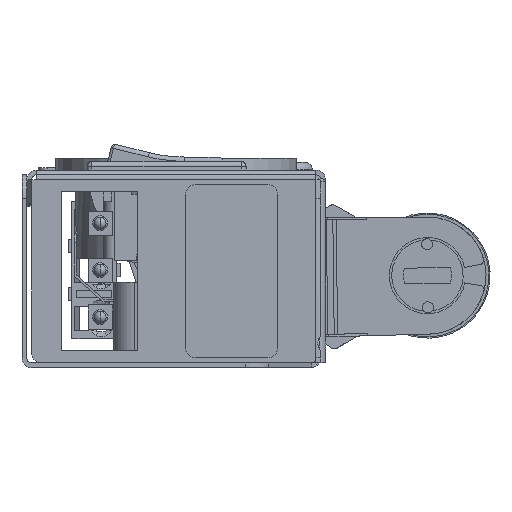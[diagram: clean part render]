
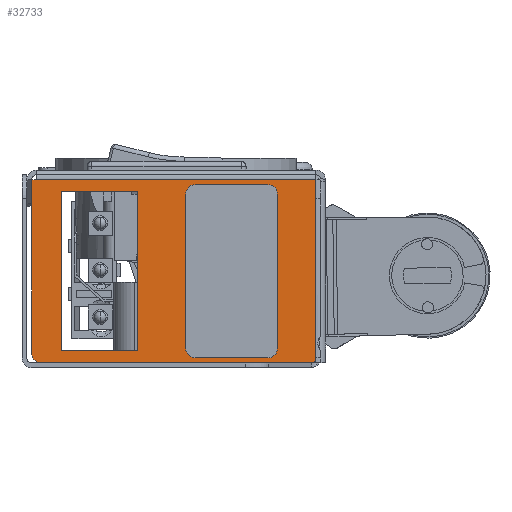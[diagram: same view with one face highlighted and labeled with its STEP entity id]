
A CAD part, left-side view. The second image highlights one B-rep face of the part: STEP entity #32733.
In plain terms, the highlighted planar face has unit normal (-1, 0, 0).
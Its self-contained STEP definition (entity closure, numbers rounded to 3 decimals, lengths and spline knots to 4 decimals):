
#272=FACE_BOUND('',#4930,.T.);
#273=FACE_BOUND('',#4931,.T.);
#1491=PLANE('',#35071);
#1913=B_SPLINE_CURVE_WITH_KNOTS('',3,(#55530,#55531,#55532,#55533),
 .UNSPECIFIED.,.F.,.F.,(4,4),(-0.0035,0.),.UNSPECIFIED.);
#3190=FACE_OUTER_BOUND('',#4929,.T.);
#4929=EDGE_LOOP('',(#27192,#27193,#27194,#27195,#27196,#27197,#27198,#27199,
#27200,#27201));
#4930=EDGE_LOOP('',(#27202,#27203,#27204,#27205,#27206,#27207,#27208,#27209));
#4931=EDGE_LOOP('',(#27210,#27211,#27212,#27213));
#5825=CIRCLE('',#33940,0.2);
#5827=CIRCLE('',#33945,0.2);
#5829=CIRCLE('',#33949,0.2);
#5831=CIRCLE('',#33953,0.2);
#6236=CIRCLE('',#35072,0.1);
#6237=CIRCLE('',#35073,0.2);
#7393=LINE('',#46994,#10652);
#7401=LINE('',#47013,#10660);
#7407=LINE('',#47028,#10666);
#7410=LINE('',#47037,#10669);
#9037=LINE('',#55535,#12296);
#9038=LINE('',#55537,#12297);
#9039=LINE('',#55539,#12298);
#9040=LINE('',#55541,#12299);
#9041=LINE('',#55543,#12300);
#9042=LINE('',#55545,#12301);
#9043=LINE('',#55548,#12302);
#9044=LINE('',#55551,#12303);
#9045=LINE('',#55553,#12304);
#9046=LINE('',#55555,#12305);
#9047=LINE('',#55556,#12306);
#10652=VECTOR('',#38085,1.5);
#10660=VECTOR('',#38103,3.2);
#10666=VECTOR('',#38117,3.2);
#10669=VECTOR('',#38128,1.5);
#12296=VECTOR('',#41991,0.0734);
#12297=VECTOR('',#41992,3.8);
#12298=VECTOR('',#41993,0.0002);
#12299=VECTOR('',#41994,5.7998);
#12300=VECTOR('',#41995,0.1);
#12301=VECTOR('',#41996,3.6);
#12302=VECTOR('',#41999,5.6);
#12303=VECTOR('',#42000,1.58);
#12304=VECTOR('',#42001,3.3);
#12305=VECTOR('',#42002,1.58);
#12306=VECTOR('',#42003,3.3);
#13845=VERTEX_POINT('',#46987);
#13846=VERTEX_POINT('',#46989);
#13847=VERTEX_POINT('',#46993);
#13852=VERTEX_POINT('',#47008);
#13853=VERTEX_POINT('',#47012);
#13857=VERTEX_POINT('',#47021);
#13858=VERTEX_POINT('',#47023);
#13860=VERTEX_POINT('',#47032);
#15311=VERTEX_POINT('',#55526);
#15312=VERTEX_POINT('',#55527);
#15313=VERTEX_POINT('',#55529);
#15314=VERTEX_POINT('',#55534);
#15315=VERTEX_POINT('',#55536);
#15316=VERTEX_POINT('',#55538);
#15317=VERTEX_POINT('',#55540);
#15318=VERTEX_POINT('',#55542);
#15319=VERTEX_POINT('',#55544);
#15320=VERTEX_POINT('',#55546);
#15321=VERTEX_POINT('',#55549);
#15322=VERTEX_POINT('',#55550);
#15323=VERTEX_POINT('',#55552);
#15324=VERTEX_POINT('',#55554);
#17213=EDGE_CURVE('',#13846,#13845,#5825,.T.);
#17215=EDGE_CURVE('',#13847,#13846,#7393,.T.);
#17223=EDGE_CURVE('',#13852,#13847,#5827,.T.);
#17225=EDGE_CURVE('',#13853,#13852,#7401,.T.);
#17230=EDGE_CURVE('',#13858,#13857,#5829,.T.);
#17233=EDGE_CURVE('',#13845,#13858,#7407,.T.);
#17235=EDGE_CURVE('',#13860,#13853,#5831,.T.);
#17238=EDGE_CURVE('',#13857,#13860,#7410,.T.);
#19431=EDGE_CURVE('',#15311,#15312,#6236,.T.);
#19432=EDGE_CURVE('',#15313,#15311,#1913,.T.);
#19433=EDGE_CURVE('',#15313,#15314,#9037,.T.);
#19434=EDGE_CURVE('',#15314,#15315,#9038,.T.);
#19435=EDGE_CURVE('',#15315,#15316,#9039,.T.);
#19436=EDGE_CURVE('',#15316,#15317,#9040,.T.);
#19437=EDGE_CURVE('',#15317,#15318,#9041,.T.);
#19438=EDGE_CURVE('',#15318,#15319,#9042,.T.);
#19439=EDGE_CURVE('',#15320,#15319,#6237,.T.);
#19440=EDGE_CURVE('',#15312,#15320,#9043,.T.);
#19441=EDGE_CURVE('',#15321,#15322,#9044,.T.);
#19442=EDGE_CURVE('',#15322,#15323,#9045,.T.);
#19443=EDGE_CURVE('',#15323,#15324,#9046,.T.);
#19444=EDGE_CURVE('',#15324,#15321,#9047,.T.);
#27192=ORIENTED_EDGE('',*,*,#19431,.F.);
#27193=ORIENTED_EDGE('',*,*,#19432,.F.);
#27194=ORIENTED_EDGE('',*,*,#19433,.T.);
#27195=ORIENTED_EDGE('',*,*,#19434,.T.);
#27196=ORIENTED_EDGE('',*,*,#19435,.T.);
#27197=ORIENTED_EDGE('',*,*,#19436,.T.);
#27198=ORIENTED_EDGE('',*,*,#19437,.T.);
#27199=ORIENTED_EDGE('',*,*,#19438,.T.);
#27200=ORIENTED_EDGE('',*,*,#19439,.F.);
#27201=ORIENTED_EDGE('',*,*,#19440,.F.);
#27202=ORIENTED_EDGE('',*,*,#17230,.T.);
#27203=ORIENTED_EDGE('',*,*,#17238,.T.);
#27204=ORIENTED_EDGE('',*,*,#17235,.T.);
#27205=ORIENTED_EDGE('',*,*,#17225,.T.);
#27206=ORIENTED_EDGE('',*,*,#17223,.T.);
#27207=ORIENTED_EDGE('',*,*,#17215,.T.);
#27208=ORIENTED_EDGE('',*,*,#17213,.T.);
#27209=ORIENTED_EDGE('',*,*,#17233,.T.);
#27210=ORIENTED_EDGE('',*,*,#19441,.T.);
#27211=ORIENTED_EDGE('',*,*,#19442,.T.);
#27212=ORIENTED_EDGE('',*,*,#19443,.T.);
#27213=ORIENTED_EDGE('',*,*,#19444,.T.);
#32733=ADVANCED_FACE('',(#3190,#272,#273),#1491,.T.);
#33940=AXIS2_PLACEMENT_3D('',#46990,#38080,#38081);
#33945=AXIS2_PLACEMENT_3D('',#47009,#38098,#38099);
#33949=AXIS2_PLACEMENT_3D('',#47024,#38111,#38112);
#33953=AXIS2_PLACEMENT_3D('',#47033,#38122,#38123);
#35071=AXIS2_PLACEMENT_3D('',#55525,#41987,#41988);
#35072=AXIS2_PLACEMENT_3D('',#55528,#41989,#41990);
#35073=AXIS2_PLACEMENT_3D('',#55547,#41997,#41998);
#38080=DIRECTION('center_axis',(1.,0.,0.));
#38081=DIRECTION('ref_axis',(0.,-0.707,0.707));
#38085=DIRECTION('',(0.,-1.,0.));
#38098=DIRECTION('center_axis',(1.,0.,0.));
#38099=DIRECTION('ref_axis',(0.,0.707,0.707));
#38103=DIRECTION('',(0.,0.,1.));
#38111=DIRECTION('center_axis',(1.,0.,0.));
#38112=DIRECTION('ref_axis',(0.,-0.707,-0.707));
#38117=DIRECTION('',(0.,0.,-1.));
#38122=DIRECTION('center_axis',(1.,0.,0.));
#38123=DIRECTION('ref_axis',(0.,0.707,-0.707));
#38128=DIRECTION('',(0.,1.,0.));
#41987=DIRECTION('center_axis',(-1.,0.,0.));
#41988=DIRECTION('ref_axis',(0.,0.,1.));
#41989=DIRECTION('center_axis',(1.,0.,0.));
#41990=DIRECTION('ref_axis',(0.,0.,
-1.));
#41991=DIRECTION('',(0.,-1.,0.));
#41992=DIRECTION('',(0.,0.,1.));
#41993=DIRECTION('',(0.,1.,0.));
#41994=DIRECTION('',(0.,1.,0.));
#41995=DIRECTION('',(0.,1.,0.));
#41996=DIRECTION('',(0.,0.,-1.));
#41997=DIRECTION('center_axis',(1.,0.,0.));
#41998=DIRECTION('ref_axis',(0.,0.707,-0.707));
#41999=DIRECTION('',(0.,1.,0.));
#42000=DIRECTION('',(0.,1.,0.));
#42001=DIRECTION('',(0.,0.,1.));
#42002=DIRECTION('',(0.,-1.,0.));
#42003=DIRECTION('',(0.,0.,-1.));
#46987=CARTESIAN_POINT('',(-21.3955,-2.1305,1.8628));
#46989=CARTESIAN_POINT('',(-21.3955,-1.9305,2.0628));
#46990=CARTESIAN_POINT('Origin',(-21.3955,-1.9305,1.8628));
#46993=CARTESIAN_POINT('',(-21.3955,-0.4305,2.0628));
#46994=CARTESIAN_POINT('',(-21.3955,0.4695,2.0628));
#47008=CARTESIAN_POINT('',(-21.3955,-0.2305,1.8628));
#47009=CARTESIAN_POINT('Origin',(-21.3955,-0.4305,1.8628));
#47012=CARTESIAN_POINT('',(-21.3955,-0.2305,-1.3372));
#47013=CARTESIAN_POINT('',(-21.3955,-0.2305,2.2128));
#47021=CARTESIAN_POINT('',(-21.3955,-1.9305,-1.5372));
#47023=CARTESIAN_POINT('',(-21.3955,-2.1305,-1.3372));
#47024=CARTESIAN_POINT('Origin',(-21.3955,-1.9305,-1.3372));
#47028=CARTESIAN_POINT('',(-21.3955,-2.1305,0.4128));
#47032=CARTESIAN_POINT('',(-21.3955,-0.4305,-1.5372));
#47033=CARTESIAN_POINT('Origin',(-21.3955,-0.4305,-1.3372));
#47037=CARTESIAN_POINT('',(-21.3955,1.4195,-1.5372));
#55525=CARTESIAN_POINT('Origin',(-21.3955,3.0695,2.3628));
#55526=CARTESIAN_POINT('',(-21.3955,-2.8562,-1.6338));
#55527=CARTESIAN_POINT('',(-21.3955,-2.8305,-1.6372));
#55528=CARTESIAN_POINT('Origin',(-21.3955,-2.8305,-1.5372));
#55529=CARTESIAN_POINT('',(-21.3955,-2.8571,-1.6372));
#55530=CARTESIAN_POINT('Ctrl Pts',(-21.3955,-2.8571,
-1.6372));
#55531=CARTESIAN_POINT('Ctrl Pts',(-21.3955,-2.8568,
-1.6361));
#55532=CARTESIAN_POINT('Ctrl Pts',(-21.3955,-2.8565,-1.635));
#55533=CARTESIAN_POINT('Ctrl Pts',(-21.3955,-2.8562,
-1.6338));
#55534=CARTESIAN_POINT('',(-21.3955,-2.9305,-1.6372));
#55535=CARTESIAN_POINT('',(-21.3955,-3.1305,-1.6372));
#55536=CARTESIAN_POINT('',(-21.3955,-2.9305,2.1628));
#55537=CARTESIAN_POINT('',(-21.3955,-2.9305,1.3128));
#55538=CARTESIAN_POINT('',(-21.3955,-2.9303,2.1628));
#55539=CARTESIAN_POINT('',(-21.3955,0.0195,2.1628));
#55540=CARTESIAN_POINT('',(-21.3955,2.8695,2.1628));
#55541=CARTESIAN_POINT('',(-21.3955,0.0945,2.1628));
#55542=CARTESIAN_POINT('',(-21.3955,2.9695,2.1628));
#55543=CARTESIAN_POINT('',(-21.3955,0.0945,2.1628));
#55544=CARTESIAN_POINT('',(-21.3955,2.9695,-1.4372));
#55545=CARTESIAN_POINT('',(-21.3955,2.9695,2.1793));
#55546=CARTESIAN_POINT('',(-21.3955,2.7695,-1.6372));
#55547=CARTESIAN_POINT('Origin',(-21.3955,2.7695,-1.4372));
#55548=CARTESIAN_POINT('',(-21.3955,1.5695,-1.6372));
#55549=CARTESIAN_POINT('',(-21.3955,0.7795,-1.3872));
#55550=CARTESIAN_POINT('',(-21.3955,2.3595,-1.3872));
#55551=CARTESIAN_POINT('',(-21.3955,1.9245,-1.3872));
#55552=CARTESIAN_POINT('',(-21.3955,2.3595,1.9128));
#55553=CARTESIAN_POINT('',(-21.3955,2.3595,0.4878));
#55554=CARTESIAN_POINT('',(-21.3955,0.7795,1.9128));
#55555=CARTESIAN_POINT('',(-21.3955,2.7145,1.9128));
#55556=CARTESIAN_POINT('',(-21.3955,0.7795,2.1378));
